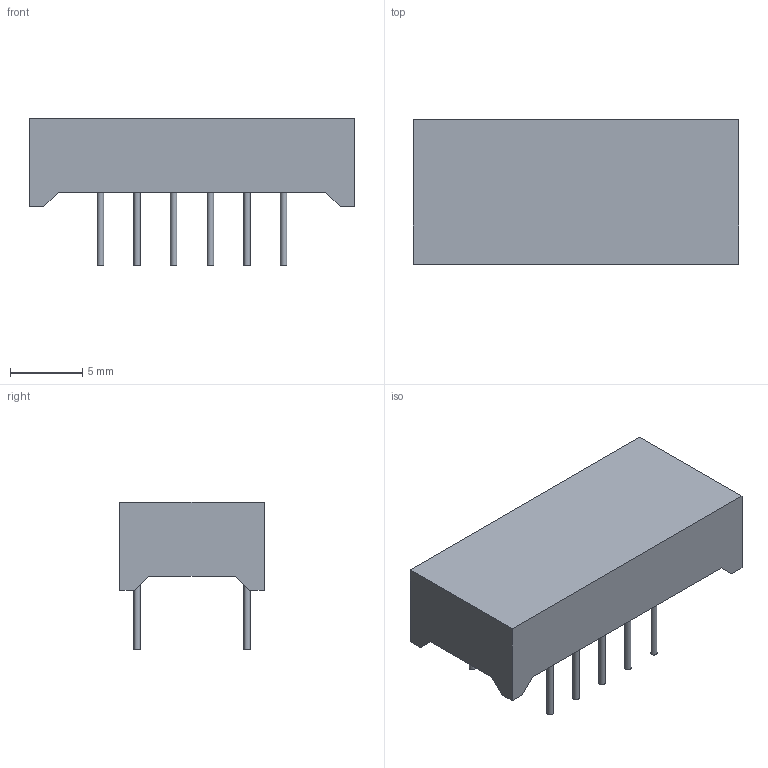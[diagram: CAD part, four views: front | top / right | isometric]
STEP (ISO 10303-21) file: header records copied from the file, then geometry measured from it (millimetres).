
FILE_DESCRIPTION(/* description */ (''),/* implementation_level */ '2;1');
FILE_NAME(/* name */ '3 digit 7 segment display.step',/* time_stamp */ '2022-01-18T14:49:08-08:00',/* author */ (''),/* organization */ (''),/* preprocessor_version */ 'ST-DEVELOPER v18.1',/* originating_system */ 'Autodesk Translation Framework v10.10.0.1391',/* authorisation */ '');
FILE_SCHEMA (('AUTOMOTIVE_DESIGN { 1 0 10303 214 3 1 1 }'));
Length unit declared in the file: millimetre
Products named in the file (1): 3 digit 7 segment display
Bounding box: 22.53 x 10 x 10.2 mm (x, y, z)
Volume: 1167.3 mm3; surface area: 878.7 mm2
Topology: 1 solids, 1 shells, 40 faces, 81 edges, 54 vertices
Faces by surface type: plane 29, cylinder 11
Full cylindrical faces by diameter (mm): 0.45 x11
Entity records: 1116 total; most frequent: DIRECTION 185, CARTESIAN_POINT 176, ORIENTED_EDGE 162, EDGE_CURVE 81, AXIS2_PLACEMENT_3D 63, LINE 59, VECTOR 59, VERTEX_POINT 54
